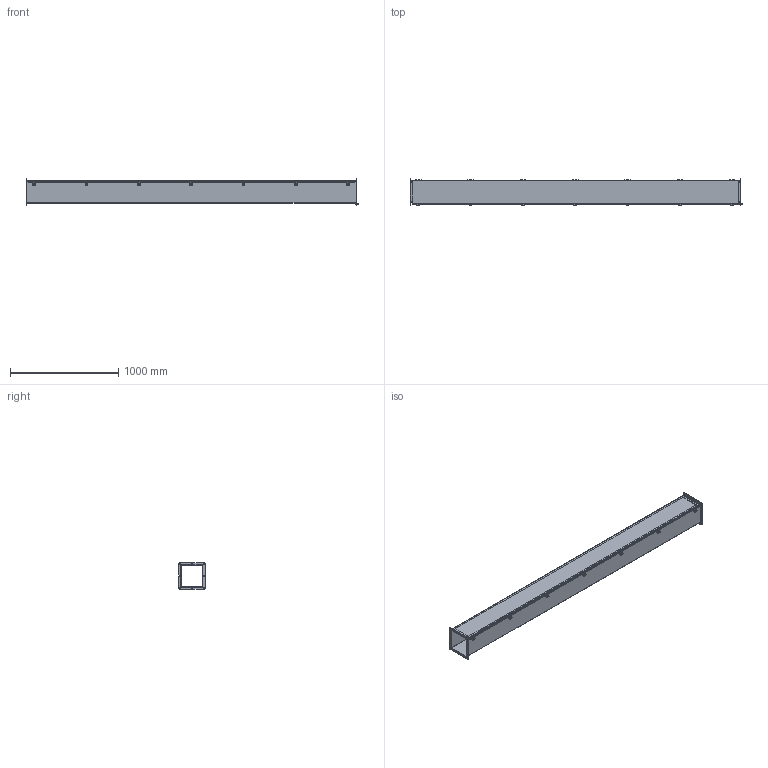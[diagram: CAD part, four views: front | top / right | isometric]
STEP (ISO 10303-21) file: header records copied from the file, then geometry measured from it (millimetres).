
FILE_DESCRIPTION (( 'STEP AP203' ), '1' );
FILE_NAME ('1487E120SS.step', '2020-11-17T21:14:56', ( 'ADC123' ), ( 'Microsoft' ), 'SwSTEP 2.0', 'SolidWorks 2019', '' );
FILE_SCHEMA (( 'CONFIG_CONTROL_DESIGN' ));
Length unit declared in the file: inch
Products named in the file (1): 1487E120SS
Bounding box: 3061.86 x 245.79 x 244.47 mm (x, y, z)
Volume: 5725445.3 mm3; surface area: 5908421.1 mm2
Topology: 60 solids, 60 shells, 1188 faces, 3068 edges, 2024 vertices
Faces by surface type: plane 766, cylinder 323, bspline 48, cone 35, torus 16
Full cylindrical faces by diameter (mm): 4.572 x8, 4.976 x1, 5.41 x7, 6.35 x8, 6.553 x1, 7.137 x24, 12.192 x7, 12.7 x1
Entity records: 40084 total; most frequent: CARTESIAN_POINT 11517, ORIENTED_EDGE 5880, DIRECTION 5664, EDGE_CURVE 2940, VECTOR 2012, LINE 2012, VERTEX_POINT 1994, AXIS2_PLACEMENT_3D 1826
